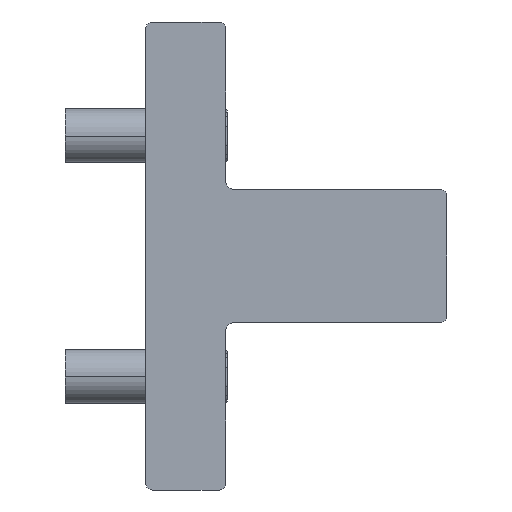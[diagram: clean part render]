
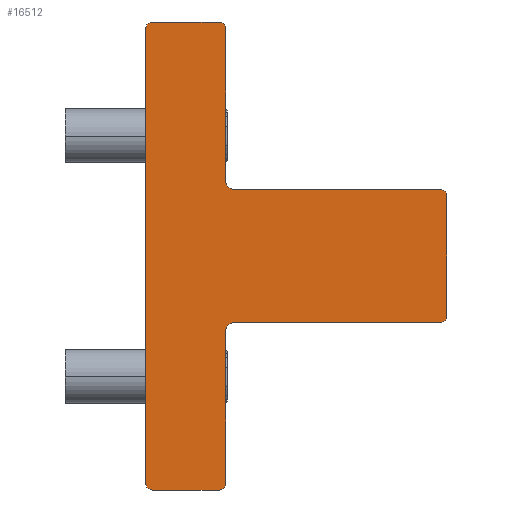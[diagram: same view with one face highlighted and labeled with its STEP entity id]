
A CAD part, left-side view. The second image highlights one B-rep face of the part: STEP entity #16512.
In plain terms, the highlighted planar face has unit normal (-1, 0, 0).
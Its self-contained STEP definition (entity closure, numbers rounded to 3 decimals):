
#15384=AXIS2_PLACEMENT_3D('Circle Axis2P3D',#15382,#15383,$) ;
#15548=AXIS2_PLACEMENT_3D('Circle Axis2P3D',#15546,#15547,$) ;
#15660=AXIS2_PLACEMENT_3D('Circle Axis2P3D',#15658,#15659,$) ;
#16178=AXIS2_PLACEMENT_3D('Circle Axis2P3D',#16176,#16177,$) ;
#16233=AXIS2_PLACEMENT_3D('Circle Axis2P3D',#16231,#16232,$) ;
#16277=AXIS2_PLACEMENT_3D('Circle Axis2P3D',#16275,#16276,$) ;
#16325=AXIS2_PLACEMENT_3D('Circle Axis2P3D',#16323,#16324,$) ;
#16373=AXIS2_PLACEMENT_3D('Circle Axis2P3D',#16371,#16372,$) ;
#16487=AXIS2_PLACEMENT_3D('Plane Axis2P3D',#16484,#16485,#16486) ;
#15297=CARTESIAN_POINT('Line Origine',(-294.5,-378.5,103.)) ;
#15301=CARTESIAN_POINT('Vertex',(-294.5,-363.,103.)) ;
#15303=CARTESIAN_POINT('Vertex',(-294.5,-394.,103.)) ;
#15382=CARTESIAN_POINT('Axis2P3D Location',(-294.5,-363.,102.)) ;
#15386=CARTESIAN_POINT('Vertex',(-294.5,-362.,102.)) ;
#15546=CARTESIAN_POINT('Axis2P3D Location',(-294.5,-394.,104.)) ;
#15550=CARTESIAN_POINT('Vertex',(-294.5,-395.,104.)) ;
#15589=CARTESIAN_POINT('Line Origine',(-294.5,-362.,90.5)) ;
#15593=CARTESIAN_POINT('Vertex',(-294.5,-362.,79.)) ;
#15655=CARTESIAN_POINT('Vertex',(-294.5,-362.,124.)) ;
#15658=CARTESIAN_POINT('Axis2P3D Location',(-294.5,-363.,124.)) ;
#15662=CARTESIAN_POINT('Vertex',(-294.5,-363.,123.)) ;
#16176=CARTESIAN_POINT('Axis2P3D Location',(-294.5,-351.,147.)) ;
#16180=CARTESIAN_POINT('Vertex',(-294.5,-350.,147.)) ;
#16182=CARTESIAN_POINT('Vertex',(-294.5,-351.,148.)) ;
#16207=CARTESIAN_POINT('Line Origine',(-294.5,-356.,148.)) ;
#16211=CARTESIAN_POINT('Vertex',(-294.5,-361.,148.)) ;
#16231=CARTESIAN_POINT('Axis2P3D Location',(-294.5,-361.,147.)) ;
#16235=CARTESIAN_POINT('Vertex',(-294.5,-362.,147.)) ;
#16250=CARTESIAN_POINT('Line Origine',(-294.5,-362.,135.5)) ;
#16275=CARTESIAN_POINT('Axis2P3D Location',(-294.5,-394.,122.)) ;
#16279=CARTESIAN_POINT('Vertex',(-294.5,-394.,123.)) ;
#16281=CARTESIAN_POINT('Vertex',(-294.5,-395.,122.)) ;
#16306=CARTESIAN_POINT('Line Origine',(-294.5,-395.,113.)) ;
#16323=CARTESIAN_POINT('Axis2P3D Location',(-294.5,-361.,79.)) ;
#16327=CARTESIAN_POINT('Vertex',(-294.5,-361.,78.)) ;
#16347=CARTESIAN_POINT('Line Origine',(-294.5,-356.,78.)) ;
#16351=CARTESIAN_POINT('Vertex',(-294.5,-351.,78.)) ;
#16371=CARTESIAN_POINT('Axis2P3D Location',(-294.5,-351.,79.)) ;
#16375=CARTESIAN_POINT('Vertex',(-294.5,-350.,79.)) ;
#16395=CARTESIAN_POINT('Line Origine',(-294.5,-350.,113.)) ;
#16484=CARTESIAN_POINT('Axis2P3D Location',(-294.5,-350.,113.)) ;
#16489=CARTESIAN_POINT('Line Origine',(-294.5,-378.5,123.)) ;
#15298=DIRECTION('Vector Direction',(0.,-1.,0.)) ;
#15383=DIRECTION('Axis2P3D Direction',(-1.,0.,0.)) ;
#15547=DIRECTION('Axis2P3D Direction',(-1.,0.,0.)) ;
#15590=DIRECTION('Vector Direction',(0.,0.,1.)) ;
#15659=DIRECTION('Axis2P3D Direction',(-1.,0.,0.)) ;
#16177=DIRECTION('Axis2P3D Direction',(-1.,0.,0.)) ;
#16208=DIRECTION('Vector Direction',(0.,-1.,0.)) ;
#16232=DIRECTION('Axis2P3D Direction',(-1.,0.,0.)) ;
#16251=DIRECTION('Vector Direction',(0.,0.,-1.)) ;
#16276=DIRECTION('Axis2P3D Direction',(-1.,0.,0.)) ;
#16307=DIRECTION('Vector Direction',(0.,0.,1.)) ;
#16324=DIRECTION('Axis2P3D Direction',(-1.,0.,0.)) ;
#16348=DIRECTION('Vector Direction',(0.,-1.,0.)) ;
#16372=DIRECTION('Axis2P3D Direction',(-1.,0.,0.)) ;
#16396=DIRECTION('Vector Direction',(0.,0.,-1.)) ;
#16485=DIRECTION('Axis2P3D Direction',(-1.,0.,0.)) ;
#16486=DIRECTION('Axis2P3D XDirection',(0.,1.,0.)) ;
#16490=DIRECTION('Vector Direction',(0.,-1.,0.)) ;
#15299=VECTOR('Line Direction',#15298,1.) ;
#15591=VECTOR('Line Direction',#15590,1.) ;
#16209=VECTOR('Line Direction',#16208,1.) ;
#16252=VECTOR('Line Direction',#16251,1.) ;
#16308=VECTOR('Line Direction',#16307,1.) ;
#16349=VECTOR('Line Direction',#16348,1.) ;
#16397=VECTOR('Line Direction',#16396,1.) ;
#16491=VECTOR('Line Direction',#16490,1.) ;
#16495=ORIENTED_EDGE('',*,*,#16399,.T.) ;
#16496=ORIENTED_EDGE('',*,*,#16377,.F.) ;
#16497=ORIENTED_EDGE('',*,*,#16353,.T.) ;
#16498=ORIENTED_EDGE('',*,*,#16329,.F.) ;
#16499=ORIENTED_EDGE('',*,*,#15595,.T.) ;
#16500=ORIENTED_EDGE('',*,*,#15388,.T.) ;
#16501=ORIENTED_EDGE('',*,*,#15305,.T.) ;
#16502=ORIENTED_EDGE('',*,*,#15552,.F.) ;
#16503=ORIENTED_EDGE('',*,*,#16310,.T.) ;
#16504=ORIENTED_EDGE('',*,*,#16283,.F.) ;
#16505=ORIENTED_EDGE('',*,*,#16493,.T.) ;
#16506=ORIENTED_EDGE('',*,*,#15664,.T.) ;
#16507=ORIENTED_EDGE('',*,*,#16254,.T.) ;
#16508=ORIENTED_EDGE('',*,*,#16237,.F.) ;
#16509=ORIENTED_EDGE('',*,*,#16213,.T.) ;
#16510=ORIENTED_EDGE('',*,*,#16184,.F.) ;
#16512=ADVANCED_FACE('RA4624001_1PA_001_04_TERMINALE_POSTERIORE_A.5\\PartBody',(#16511),#16488,.T.) ;
#15385=CIRCLE('generated circle',#15384,1.) ;
#15549=CIRCLE('generated circle',#15548,1.) ;
#15661=CIRCLE('generated circle',#15660,1.) ;
#16179=CIRCLE('generated circle',#16178,1.) ;
#16234=CIRCLE('generated circle',#16233,1.) ;
#16278=CIRCLE('generated circle',#16277,1.) ;
#16326=CIRCLE('generated circle',#16325,1.) ;
#16374=CIRCLE('generated circle',#16373,1.) ;
#15305=EDGE_CURVE('',#15302,#15304,#15300,.T.) ;
#15388=EDGE_CURVE('',#15387,#15302,#15385,.F.) ;
#15552=EDGE_CURVE('',#15551,#15304,#15549,.F.) ;
#15595=EDGE_CURVE('',#15594,#15387,#15592,.T.) ;
#15664=EDGE_CURVE('',#15663,#15656,#15661,.F.) ;
#16184=EDGE_CURVE('',#16181,#16183,#16179,.F.) ;
#16213=EDGE_CURVE('',#16212,#16183,#16210,.F.) ;
#16237=EDGE_CURVE('',#16212,#16236,#16234,.F.) ;
#16254=EDGE_CURVE('',#15656,#16236,#16253,.F.) ;
#16283=EDGE_CURVE('',#16280,#16282,#16278,.F.) ;
#16310=EDGE_CURVE('',#15551,#16282,#16309,.T.) ;
#16329=EDGE_CURVE('',#15594,#16328,#16326,.F.) ;
#16353=EDGE_CURVE('',#16352,#16328,#16350,.T.) ;
#16377=EDGE_CURVE('',#16352,#16376,#16374,.F.) ;
#16399=EDGE_CURVE('',#16181,#16376,#16398,.T.) ;
#16493=EDGE_CURVE('',#16280,#15663,#16492,.F.) ;
#16494=EDGE_LOOP('',(#16495,#16496,#16497,#16498,#16499,#16500,#16501,#16502,#16503,#16504,#16505,#16506,#16507,#16508,#16509,#16510)) ;
#16511=FACE_OUTER_BOUND('',#16494,.T.) ;
#15300=LINE('Line',#15297,#15299) ;
#15592=LINE('Line',#15589,#15591) ;
#16210=LINE('Line',#16207,#16209) ;
#16253=LINE('Line',#16250,#16252) ;
#16309=LINE('Line',#16306,#16308) ;
#16350=LINE('Line',#16347,#16349) ;
#16398=LINE('Line',#16395,#16397) ;
#16492=LINE('Line',#16489,#16491) ;
#16488=PLANE('',#16487) ;
#15302=VERTEX_POINT('',#15301) ;
#15304=VERTEX_POINT('',#15303) ;
#15387=VERTEX_POINT('',#15386) ;
#15551=VERTEX_POINT('',#15550) ;
#15594=VERTEX_POINT('',#15593) ;
#15656=VERTEX_POINT('',#15655) ;
#15663=VERTEX_POINT('',#15662) ;
#16181=VERTEX_POINT('',#16180) ;
#16183=VERTEX_POINT('',#16182) ;
#16212=VERTEX_POINT('',#16211) ;
#16236=VERTEX_POINT('',#16235) ;
#16280=VERTEX_POINT('',#16279) ;
#16282=VERTEX_POINT('',#16281) ;
#16328=VERTEX_POINT('',#16327) ;
#16352=VERTEX_POINT('',#16351) ;
#16376=VERTEX_POINT('',#16375) ;
